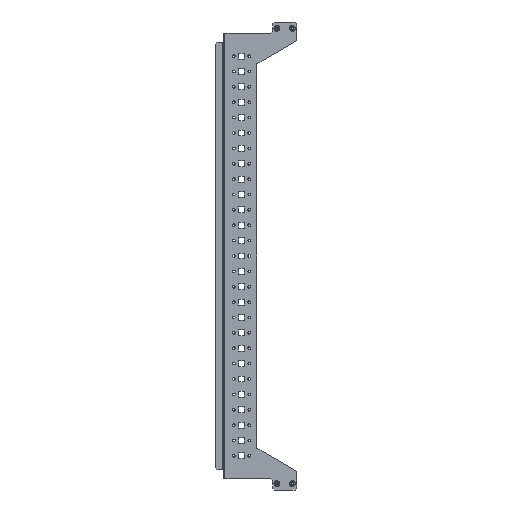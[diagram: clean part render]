
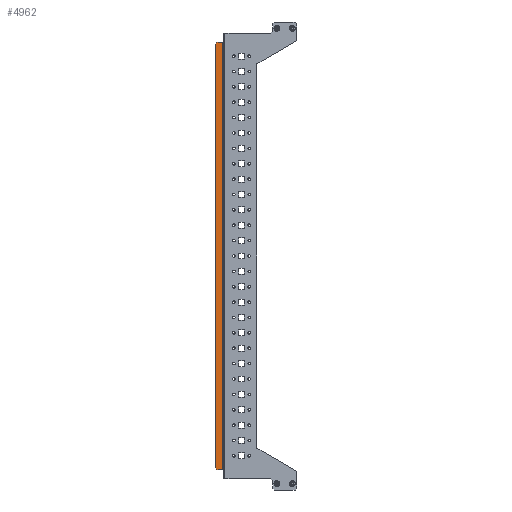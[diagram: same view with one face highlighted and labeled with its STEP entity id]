
A CAD part, front view. The second image highlights one B-rep face of the part: STEP entity #4962.
In plain terms, the highlighted planar face has unit normal (0, -1, 0).
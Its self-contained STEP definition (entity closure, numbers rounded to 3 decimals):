
#320 = VECTOR ( 'NONE', #4517, 1000. ) ;
#617 = ORIENTED_EDGE ( 'NONE', *, *, #9234, .T. ) ;
#762 = VERTEX_POINT ( 'NONE', #2878 ) ;
#787 = VERTEX_POINT ( 'NONE', #7594 ) ;
#890 = EDGE_CURVE ( 'NONE', #10522, #11531, #1363, .T. ) ;
#975 = ORIENTED_EDGE ( 'NONE', *, *, #4763, .T. ) ;
#1363 = LINE ( 'NONE', #8622, #6683 ) ;
#1367 = LINE ( 'NONE', #9949, #320 ) ;
#1684 = DIRECTION ( 'NONE',  ( 0., 0., -1. ) ) ;
#1781 = CARTESIAN_POINT ( 'NONE',  ( -62.5, 31., 347.5 ) ) ;
#1796 = VERTEX_POINT ( 'NONE', #5281 ) ;
#2318 = DIRECTION ( 'NONE',  ( -0.707, 0., -0.707 ) ) ;
#2345 = CARTESIAN_POINT ( 'NONE',  ( -71.5, 31., 347.5 ) ) ;
#2878 = CARTESIAN_POINT ( 'NONE',  ( -74.5, 31., 344.5 ) ) ;
#2923 = VERTEX_POINT ( 'NONE', #2345 ) ;
#2967 = FACE_OUTER_BOUND ( 'NONE', #9938, .T. ) ;
#3029 = DIRECTION ( 'NONE',  ( 0., 1., 0. ) ) ;
#3143 = DIRECTION ( 'NONE',  ( -1., 0., 0. ) ) ;
#3469 = LINE ( 'NONE', #1781, #9482 ) ;
#3497 = ORIENTED_EDGE ( 'NONE', *, *, #10842, .T. ) ;
#3552 = CARTESIAN_POINT ( 'NONE',  ( -74.5, 31., 0. ) ) ;
#4509 = DIRECTION ( 'NONE',  ( 0., 0., -1. ) ) ;
#4517 = DIRECTION ( 'NONE',  ( 0.707, 0., -0.707 ) ) ;
#4763 = EDGE_CURVE ( 'NONE', #787, #10522, #1367, .T. ) ;
#4871 = PLANE ( 'NONE',  #10746 ) ;
#4962 = ADVANCED_FACE ( 'NONE', ( #2967 ), #4871, .F. ) ;
#5281 = CARTESIAN_POINT ( 'NONE',  ( -62.5, 31., 347.5 ) ) ;
#5728 = CARTESIAN_POINT ( 'NONE',  ( 0., 31., 347.5 ) ) ;
#6683 = VECTOR ( 'NONE', #7711, 1000. ) ;
#6694 = LINE ( 'NONE', #5728, #11785 ) ;
#7359 = ORIENTED_EDGE ( 'NONE', *, *, #890, .T. ) ;
#7514 = EDGE_CURVE ( 'NONE', #2923, #762, #11230, .T. ) ;
#7583 = DIRECTION ( 'NONE',  ( -1., 0., 0. ) ) ;
#7594 = CARTESIAN_POINT ( 'NONE',  ( -74.5, 31., -344.5 ) ) ;
#7711 = DIRECTION ( 'NONE',  ( 1., 0., 0. ) ) ;
#7984 = CARTESIAN_POINT ( 'NONE',  ( -71.5, 31., -347.5 ) ) ;
#8432 = CARTESIAN_POINT ( 'NONE',  ( -62.5, 31., -347.5 ) ) ;
#8515 = VECTOR ( 'NONE', #1684, 1000. ) ;
#8517 = CARTESIAN_POINT ( 'NONE',  ( -71.5, 31., 347.5 ) ) ;
#8622 = CARTESIAN_POINT ( 'NONE',  ( 0., 31., -347.5 ) ) ;
#9071 = VECTOR ( 'NONE', #2318, 1000. ) ;
#9234 = EDGE_CURVE ( 'NONE', #1796, #2923, #6694, .T. ) ;
#9482 = VECTOR ( 'NONE', #4509, 1000. ) ;
#9491 = ORIENTED_EDGE ( 'NONE', *, *, #7514, .T. ) ;
#9620 = CARTESIAN_POINT ( 'NONE',  ( 0., 31., 0. ) ) ;
#9938 = EDGE_LOOP ( 'NONE', ( #617, #9491, #3497, #975, #7359, #10415 ) ) ;
#9949 = CARTESIAN_POINT ( 'NONE',  ( -74.5, 31., -344.5 ) ) ;
#10415 = ORIENTED_EDGE ( 'NONE', *, *, #11277, .F. ) ;
#10522 = VERTEX_POINT ( 'NONE', #7984 ) ;
#10746 = AXIS2_PLACEMENT_3D ( 'NONE', #9620, #3029, #3143 ) ;
#10842 = EDGE_CURVE ( 'NONE', #762, #787, #10872, .T. ) ;
#10872 = LINE ( 'NONE', #3552, #8515 ) ;
#11230 = LINE ( 'NONE', #8517, #9071 ) ;
#11277 = EDGE_CURVE ( 'NONE', #1796, #11531, #3469, .T. ) ;
#11531 = VERTEX_POINT ( 'NONE', #8432 ) ;
#11785 = VECTOR ( 'NONE', #7583, 1000. ) ;
